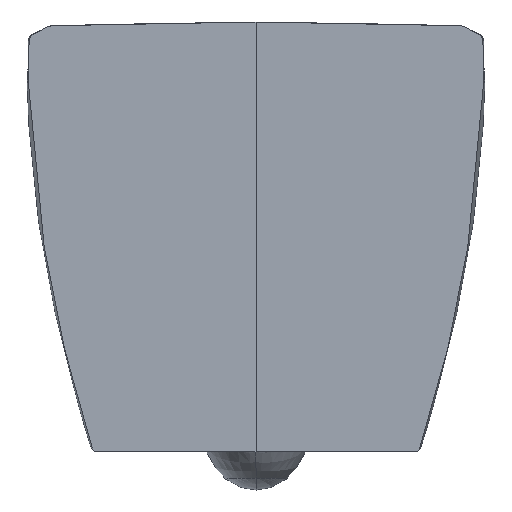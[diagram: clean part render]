
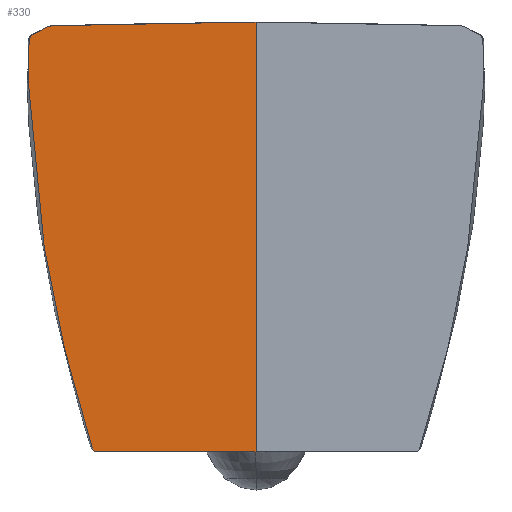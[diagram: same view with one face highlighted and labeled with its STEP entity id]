
A CAD part, front view. The second image highlights one B-rep face of the part: STEP entity #330.
In plain terms, the highlighted planar face has unit normal (0, -1, 0).
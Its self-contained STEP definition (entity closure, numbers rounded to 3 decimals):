
#330=ADVANCED_FACE('',(#532),#522,.T.);
#522=PLANE('',#3313);
#532=FACE_OUTER_BOUND('',#720,.T.);
#720=EDGE_LOOP('',(#954,#955,#956,#957,#958,#959,#960,#961,#962,#963));
#916=LINE('',#3500,#933);
#917=LINE('',#3502,#934);
#933=VECTOR('',#3353,1.);
#934=VECTOR('',#3354,1.);
#954=ORIENTED_EDGE('',*,*,#2361,.T.);
#955=ORIENTED_EDGE('',*,*,#2362,.T.);
#956=ORIENTED_EDGE('',*,*,#2363,.T.);
#957=ORIENTED_EDGE('',*,*,#2364,.T.);
#958=ORIENTED_EDGE('',*,*,#2365,.F.);
#959=ORIENTED_EDGE('',*,*,#2366,.T.);
#960=ORIENTED_EDGE('',*,*,#2367,.T.);
#961=ORIENTED_EDGE('',*,*,#2368,.T.);
#962=ORIENTED_EDGE('',*,*,#2369,.T.);
#963=ORIENTED_EDGE('',*,*,#2370,.T.);
#2016=VERTEX_POINT('',#3486);
#2017=VERTEX_POINT('',#3487);
#2018=VERTEX_POINT('',#3494);
#2019=VERTEX_POINT('',#3499);
#2020=VERTEX_POINT('',#3501);
#2021=VERTEX_POINT('',#3503);
#2022=VERTEX_POINT('',#3508);
#2023=VERTEX_POINT('',#3513);
#2024=VERTEX_POINT('',#3518);
#2025=VERTEX_POINT('',#3525);
#2361=EDGE_CURVE('',#2016,#2017,#2892,.T.);
#2362=EDGE_CURVE('',#2017,#2018,#2893,.T.);
#2363=EDGE_CURVE('',#2018,#2019,#2894,.T.);
#2364=EDGE_CURVE('',#2019,#2020,#916,.T.);
#2365=EDGE_CURVE('',#2021,#2020,#917,.T.);
#2366=EDGE_CURVE('',#2021,#2022,#2895,.T.);
#2367=EDGE_CURVE('',#2022,#2023,#2896,.T.);
#2368=EDGE_CURVE('',#2023,#2024,#2897,.T.);
#2369=EDGE_CURVE('',#2024,#2025,#2898,.T.);
#2370=EDGE_CURVE('',#2025,#2016,#2899,.T.);
#2892=B_SPLINE_CURVE_WITH_KNOTS('',3,(#3451,#3452,#3453,#3454,#3455,#3456,
#3457,#3458,#3459,#3460,#3461,#3462,#3463,#3464,#3465,#3466,#3467,#3468,
#3469,#3470,#3471,#3472,#3473,#3474,#3475,#3476,#3477,#3478,#3479,#3480,
#3481,#3482,#3483,#3484,#3485),.UNSPECIFIED.,.F.,.F.,(4,1,1,1,2,2,1,1,2,
2,1,1,2,2,1,1,2,2,1,1,2,2,4),(0.,0.125,0.188,0.219,
0.234,0.25,0.313,0.344,
0.359,0.375,0.438,0.469,
0.484,0.5,0.625,0.688,
0.719,0.75,0.813,0.844,
0.859,0.875,1.),.UNSPECIFIED.);
#2893=B_SPLINE_CURVE_WITH_KNOTS('',3,(#3488,#3489,#3490,#3491,#3492,#3493),
 .UNSPECIFIED.,.F.,.F.,(4,2,4),(0.,0.5,1.),.UNSPECIFIED.);
#2894=B_SPLINE_CURVE_WITH_KNOTS('',3,(#3495,#3496,#3497,#3498),
 .UNSPECIFIED.,.F.,.F.,(4,4),(0.,1.),.UNSPECIFIED.);
#2895=B_SPLINE_CURVE_WITH_KNOTS('',3,(#3504,#3505,#3506,#3507),
 .UNSPECIFIED.,.F.,.F.,(4,4),(0.,1.),.UNSPECIFIED.);
#2896=B_SPLINE_CURVE_WITH_KNOTS('',3,(#3509,#3510,#3511,#3512),
 .UNSPECIFIED.,.F.,.F.,(4,4),(0.,1.),.UNSPECIFIED.);
#2897=B_SPLINE_CURVE_WITH_KNOTS('',3,(#3514,#3515,#3516,#3517),
 .UNSPECIFIED.,.F.,.F.,(4,4),(0.,1.),.UNSPECIFIED.);
#2898=B_SPLINE_CURVE_WITH_KNOTS('',3,(#3519,#3520,#3521,#3522,#3523,#3524),
 .UNSPECIFIED.,.F.,.F.,(4,2,4),(0.,0.5,1.),.UNSPECIFIED.);
#2899=B_SPLINE_CURVE_WITH_KNOTS('',3,(#3526,#3527,#3528,#3529),
 .UNSPECIFIED.,.F.,.F.,(4,4),(0.,1.),.UNSPECIFIED.);
#3313=AXIS2_PLACEMENT_3D('',#3530,#3355,#3356);
#3353=DIRECTION('',(1.,0.,0.));
#3354=DIRECTION('',(0.,0.,-1.));
#3355=DIRECTION('',(0.,-1.,0.));
#3356=DIRECTION('',(-1.,0.,0.));
#3451=CARTESIAN_POINT('',(-185.994,0.,-8.355));
#3452=CARTESIAN_POINT('',(-186.019,0.,-9.491));
#3453=CARTESIAN_POINT('',(-186.062,0.,-11.246));
#3454=CARTESIAN_POINT('',(-186.124,0.,-13.385));
#3455=CARTESIAN_POINT('',(-186.158,0.,-14.477));
#3456=CARTESIAN_POINT('',(-186.173,0.,-14.95));
#3457=CARTESIAN_POINT('',(-186.184,0.,-15.266));
#3458=CARTESIAN_POINT('',(-186.19,0.,-15.452));
#3459=CARTESIAN_POINT('',(-186.201,0.,-15.802));
#3460=CARTESIAN_POINT('',(-186.224,0.,-16.476));
#3461=CARTESIAN_POINT('',(-186.267,0.,-17.706));
#3462=CARTESIAN_POINT('',(-186.288,0.,-18.328));
#3463=CARTESIAN_POINT('',(-186.303,0.,-18.765));
#3464=CARTESIAN_POINT('',(-186.312,0.,-19.02));
#3465=CARTESIAN_POINT('',(-186.344,0.,-19.941));
#3466=CARTESIAN_POINT('',(-186.378,0.,-20.94));
#3467=CARTESIAN_POINT('',(-186.409,0.,-21.92));
#3468=CARTESIAN_POINT('',(-186.421,0.,-22.301));
#3469=CARTESIAN_POINT('',(-186.429,0.,-22.546));
#3470=CARTESIAN_POINT('',(-186.432,0.,-22.631));
#3471=CARTESIAN_POINT('',(-186.477,0.,-24.143));
#3472=CARTESIAN_POINT('',(-186.526,0.,-26.052));
#3473=CARTESIAN_POINT('',(-186.562,0.,-28.091));
#3474=CARTESIAN_POINT('',(-186.573,0.,-28.925));
#3475=CARTESIAN_POINT('',(-186.579,0.,-29.472));
#3476=CARTESIAN_POINT('',(-186.581,0.,-29.685));
#3477=CARTESIAN_POINT('',(-186.589,0.,-30.661));
#3478=CARTESIAN_POINT('',(-186.592,0.,-31.6));
#3479=CARTESIAN_POINT('',(-186.588,0.,-32.63));
#3480=CARTESIAN_POINT('',(-186.584,0.,-33.057));
#3481=CARTESIAN_POINT('',(-186.582,0.,-33.339));
#3482=CARTESIAN_POINT('',(-186.58,0.,-33.518));
#3483=CARTESIAN_POINT('',(-186.569,0.,-34.405));
#3484=CARTESIAN_POINT('',(-186.544,0.,-35.606));
#3485=CARTESIAN_POINT('',(-186.504,0.,-37.218));
#3486=CARTESIAN_POINT('',(-185.995,0.,-8.355));
#3487=CARTESIAN_POINT('',(-186.502,0.,-37.218));
#3488=CARTESIAN_POINT('',(-186.5,0.,-37.218));
#3489=CARTESIAN_POINT('',(-184.721,0.,-88.274));
#3490=CARTESIAN_POINT('',(-179.483,0.,-138.779));
#3491=CARTESIAN_POINT('',(-162.057,0.,-238.698));
#3492=CARTESIAN_POINT('',(-149.88,0.,-288.034));
#3493=CARTESIAN_POINT('',(-134.239,0.,-336.747));
#3494=CARTESIAN_POINT('',(-134.239,0.,-336.747));
#3495=CARTESIAN_POINT('',(-134.239,0.,-336.747));
#3496=CARTESIAN_POINT('',(-133.589,0.,-338.77));
#3497=CARTESIAN_POINT('',(-131.592,0.,-340.218));
#3498=CARTESIAN_POINT('',(-129.478,0.,-340.218));
#3499=CARTESIAN_POINT('',(-129.478,0.,-340.218));
#3500=CARTESIAN_POINT('',(129.478,0.,-340.218));
#3501=CARTESIAN_POINT('',(0.,0.,-340.218));
#3502=CARTESIAN_POINT('',(0.,0.,-366.536));
#3503=CARTESIAN_POINT('',(0.,0.,12.));
#3504=CARTESIAN_POINT('',(0.,0.,12.));
#3505=CARTESIAN_POINT('',(-55.305,0.,12.));
#3506=CARTESIAN_POINT('',(-110.597,0.,10.996));
#3507=CARTESIAN_POINT('',(-165.875,0.,8.988));
#3508=CARTESIAN_POINT('',(-165.875,0.,8.988));
#3509=CARTESIAN_POINT('',(-165.875,0.,8.988));
#3510=CARTESIAN_POINT('',(-167.768,0.,8.919));
#3511=CARTESIAN_POINT('',(-169.56,0.,8.458));
#3512=CARTESIAN_POINT('',(-171.252,0.,7.606));
#3513=CARTESIAN_POINT('',(-171.252,0.,7.606));
#3514=CARTESIAN_POINT('',(-171.252,0.,7.606));
#3515=CARTESIAN_POINT('',(-175.038,0.,5.699));
#3516=CARTESIAN_POINT('',(-178.824,0.,3.792));
#3517=CARTESIAN_POINT('',(-182.61,0.,1.884));
#3518=CARTESIAN_POINT('',(-182.61,0.,1.884));
#3519=CARTESIAN_POINT('',(-182.61,0.,1.884));
#3520=CARTESIAN_POINT('',(-183.588,0.,1.391));
#3521=CARTESIAN_POINT('',(-184.412,0.,0.641));
#3522=CARTESIAN_POINT('',(-185.574,0.,-1.213));
#3523=CARTESIAN_POINT('',(-185.883,0.,-2.247));
#3524=CARTESIAN_POINT('',(-185.909,0.,-3.369));
#3525=CARTESIAN_POINT('',(-185.909,0.,-3.369));
#3526=CARTESIAN_POINT('',(-185.909,0.,-3.369));
#3527=CARTESIAN_POINT('',(-185.938,0.,-5.031));
#3528=CARTESIAN_POINT('',(-185.967,0.,-6.693));
#3529=CARTESIAN_POINT('',(-185.996,0.,-8.355));
#3530=CARTESIAN_POINT('',(205.219,0.,-366.536));
